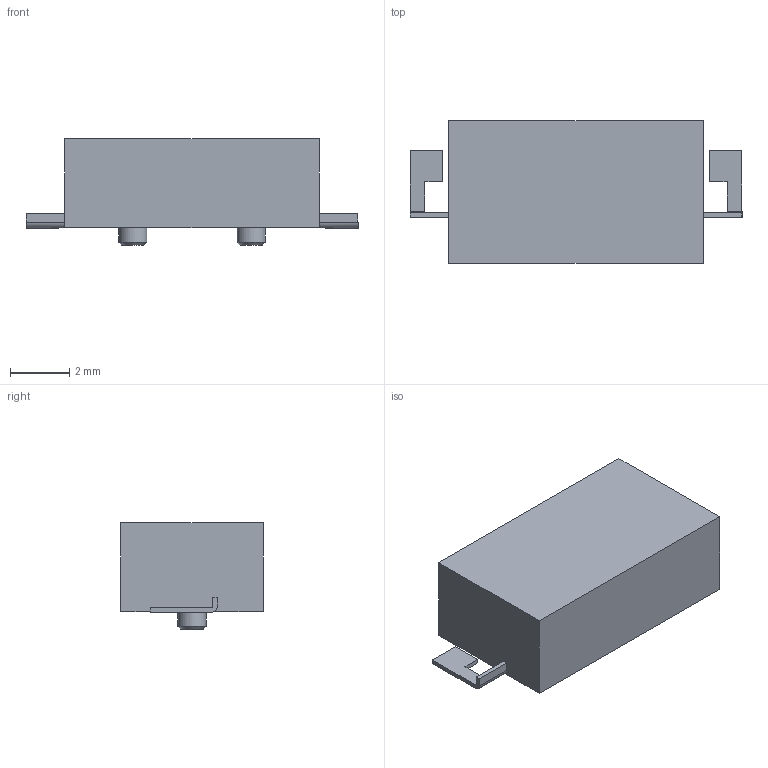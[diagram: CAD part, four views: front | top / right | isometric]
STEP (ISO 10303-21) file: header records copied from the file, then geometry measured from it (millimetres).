
FILE_DESCRIPTION( ( '' ), ' ' );
FILE_NAME( '5a96bac402e4100dcfd4e948.step', '2018-02-28T14:20:53', ( '' ), ( '' ), ' ', ' ', ' ' );
FILE_SCHEMA( ( 'AUTOMOTIVE_DESIGN { 1 0 10303 214 1 1 1 1 }' ) );
Length unit declared in the file: metre
Products named in the file (1): Open CASCADE STEP translator 6.8 1
Bounding box: 11.2 x 4.8 x 3.6 mm (x, y, z)
Volume: 125.3 mm3; surface area: 177.6 mm2
Topology: 1 solids, 1 shells, 38 faces, 96 edges, 62 vertices
Faces by surface type: plane 30, cylinder 6, cone 2
Full cylindrical faces by diameter (mm): 0.95 x2
Entity records: 1890 total; most frequent: CARTESIAN_POINT 193, DIRECTION 188, ORIENTED_EDGE 184, STYLED_ITEM 130, PRESENTATION_STYLE_ASSIGNMENT 130, COLOUR_RGB 130, EDGE_CURVE 92, CURVE_STYLE 92
